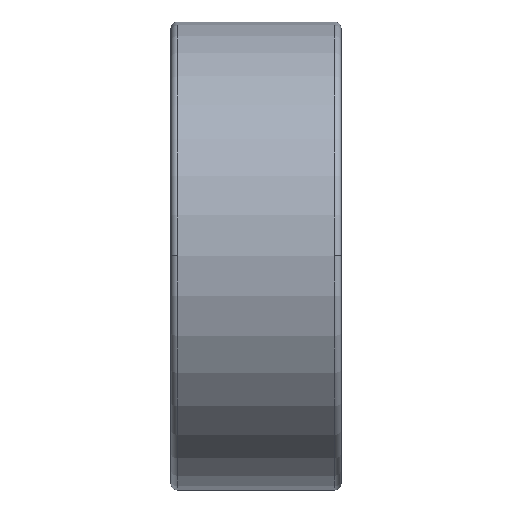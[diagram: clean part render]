
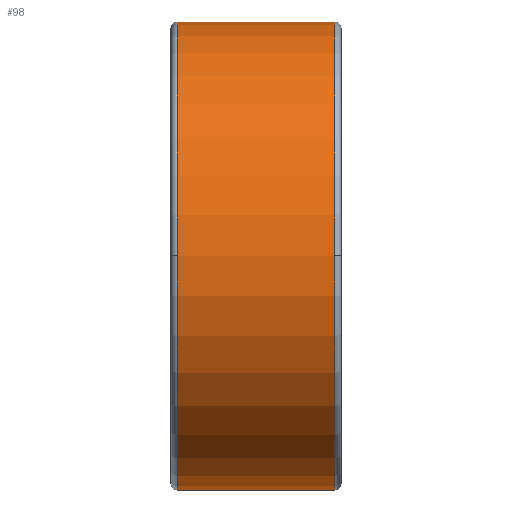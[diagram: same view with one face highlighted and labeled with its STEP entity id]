
A CAD part, top view. The second image highlights one B-rep face of the part: STEP entity #98.
In plain terms, the highlighted cylindrical face has radius 5.5 mm (diameter 11 mm), a partial arc.
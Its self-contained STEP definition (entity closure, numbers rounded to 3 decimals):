
#98=ADVANCED_FACE('',(#233),#234,.T.);
#233=FACE_OUTER_BOUND('',#487,.T.);
#234=CYLINDRICAL_SURFACE('',#488,5.5);
#487=EDGE_LOOP('',(#863,#864,#865,#866,#867,#868));
#488=AXIS2_PLACEMENT_3D('',#869,#870,#871);
#863=ORIENTED_EDGE('',*,*,#1607,.F.);
#864=ORIENTED_EDGE('',*,*,#1608,.T.);
#865=ORIENTED_EDGE('',*,*,#1609,.T.);
#866=ORIENTED_EDGE('',*,*,#1610,.F.);
#867=ORIENTED_EDGE('',*,*,#1611,.F.);
#868=ORIENTED_EDGE('',*,*,#1603,.F.);
#869=CARTESIAN_POINT('',(2.0,0.0,0.0));
#870=DIRECTION('',(1.0,0.0,0.0));
#871=DIRECTION('',(0.0,1.0,0.0));
#1603=EDGE_CURVE('',#1898,#1900,#1901,.T.);
#1607=EDGE_CURVE('',#1907,#1898,#1908,.T.);
#1608=EDGE_CURVE('',#1907,#1909,#1910,.T.);
#1609=EDGE_CURVE('',#1909,#1911,#1912,.T.);
#1610=EDGE_CURVE('',#1913,#1911,#1914,.T.);
#1611=EDGE_CURVE('',#1900,#1913,#1915,.T.);
#1898=VERTEX_POINT('',#2336);
#1900=VERTEX_POINT('',#2338);
#1901=CIRCLE('',#2339,5.5);
#1907=VERTEX_POINT('',#2345);
#1908=LINE('',#2346,#2347);
#1909=VERTEX_POINT('',#2348);
#1910=CIRCLE('',#2349,5.5);
#1911=VERTEX_POINT('',#2350);
#1912=CIRCLE('',#2351,5.5);
#1913=VERTEX_POINT('',#2352);
#1914=LINE('',#2353,#2354);
#1915=CIRCLE('',#2355,5.5);
#2336=CARTESIAN_POINT('',(3.85,5.5,0.0));
#2338=CARTESIAN_POINT('',(3.85,0.,5.5));
#2339=AXIS2_PLACEMENT_3D('',#3327,#3328,#3329);
#2345=CARTESIAN_POINT('',(0.15,5.5,0.0));
#2346=CARTESIAN_POINT('',(2.0,5.5,0.));
#2347=VECTOR('',#3339,1.0);
#2348=CARTESIAN_POINT('',(0.15,0.,5.5));
#2349=AXIS2_PLACEMENT_3D('',#3340,#3341,#3342);
#2350=CARTESIAN_POINT('',(0.15,-5.5,0.));
#2351=AXIS2_PLACEMENT_3D('',#3343,#3344,#3345);
#2352=CARTESIAN_POINT('',(3.85,-5.5,0.));
#2353=CARTESIAN_POINT('',(2.0,-5.5,0.));
#2354=VECTOR('',#3346,1.0);
#2355=AXIS2_PLACEMENT_3D('',#3347,#3348,#3349);
#3327=CARTESIAN_POINT('',(3.85,0.0,0.0));
#3328=DIRECTION('',(1.0,0.0,0.0));
#3329=DIRECTION('',(0.0,1.0,0.0));
#3339=DIRECTION('',(1.0,0.0,0.0));
#3340=CARTESIAN_POINT('',(0.15,0.0,0.0));
#3341=DIRECTION('',(1.0,0.0,0.0));
#3342=DIRECTION('',(0.0,1.0,0.0));
#3343=CARTESIAN_POINT('',(0.15,0.0,0.0));
#3344=DIRECTION('',(1.0,0.0,0.0));
#3345=DIRECTION('',(0.0,1.0,0.0));
#3346=DIRECTION('',(-1.0,-0.0,-0.0));
#3347=CARTESIAN_POINT('',(3.85,0.0,0.0));
#3348=DIRECTION('',(1.0,0.0,0.0));
#3349=DIRECTION('',(0.0,1.0,0.0));
